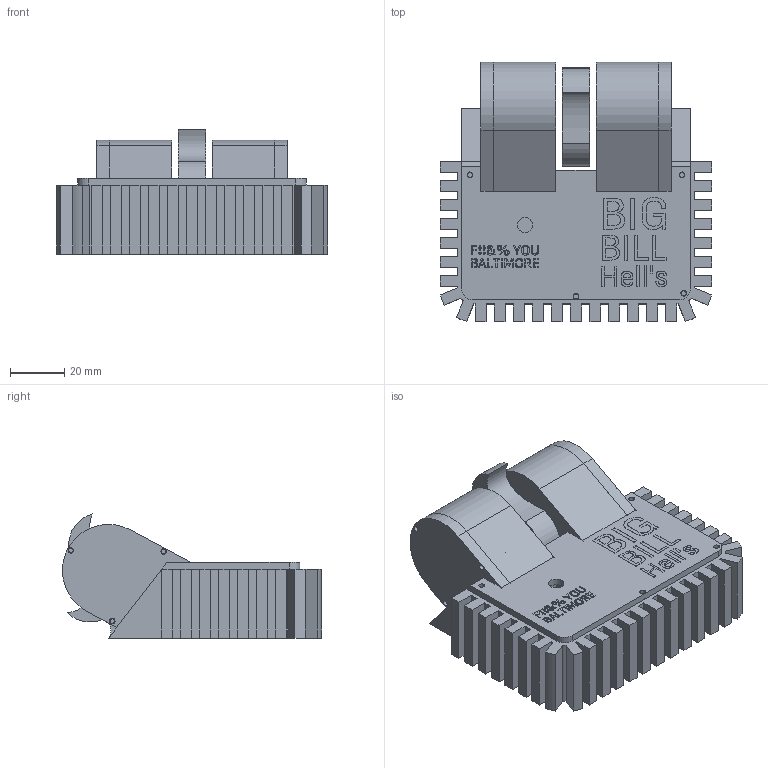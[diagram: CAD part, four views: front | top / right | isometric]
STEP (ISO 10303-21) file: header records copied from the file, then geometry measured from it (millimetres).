
FILE_DESCRIPTION(/* description */ ('STEP AP242','CAx-IF Rec.Pracs.---Representation and Presentation of Product Manufacturing Information (PMI)---4.0---2014-10-13','CAx-IF Rec.Pracs.---3D Tessellated Geometry---0.4---2014-09-14','2;1'),/* implementation_level */ '2;1');
FILE_NAME(/* name */ '6887d123a7713b1f523c2642',/* time_stamp */ '2025-07-28T19:36:06Z',/* author */ (''),/* organization */ (''),/* preprocessor_version */ 'ST-DEVELOPER v20',/* originating_system */ 'ONSHAPE BY PTC INC, 1.201',/* authorisation */ ' ');
FILE_SCHEMA (('AP242_MANAGED_MODEL_BASED_3D_ENGINEERING_MIM_LF { 1 0 10303 442 1 1 4 }'));
Length unit declared in the file: metre
Products named in the file (37): Part 11; Top Plate; Text; Main Body; Spinner; Motor Housing Cover; Motor Housing Opposite Side; Part 17; Part 16; TPU Deflector; Part 8
Bounding box: 100.17 x 95.48 x 45.76 mm (x, y, z)
Volume: 102651.2 mm3; surface area: 79685.4 mm2
Topology: 37 solids, 37 shells, 1708 faces, 4750 edges, 3164 vertices
Faces by surface type: plane 871, bspline 515, cylinder 322
Full cylindrical faces by diameter (mm): 1.7 x6, 1.8 x7, 2 x6, 2.1 x4, 3 x4, 5.626 x1, 6.5 x2
Entity records: 57146 total; most frequent: CARTESIAN_POINT 15314, ORIENTED_EDGE 9436, DIRECTION 6785, EDGE_CURVE 4718, VERTEX_POINT 3162, LINE 3043, VECTOR 3043, EDGE_LOOP 1876
